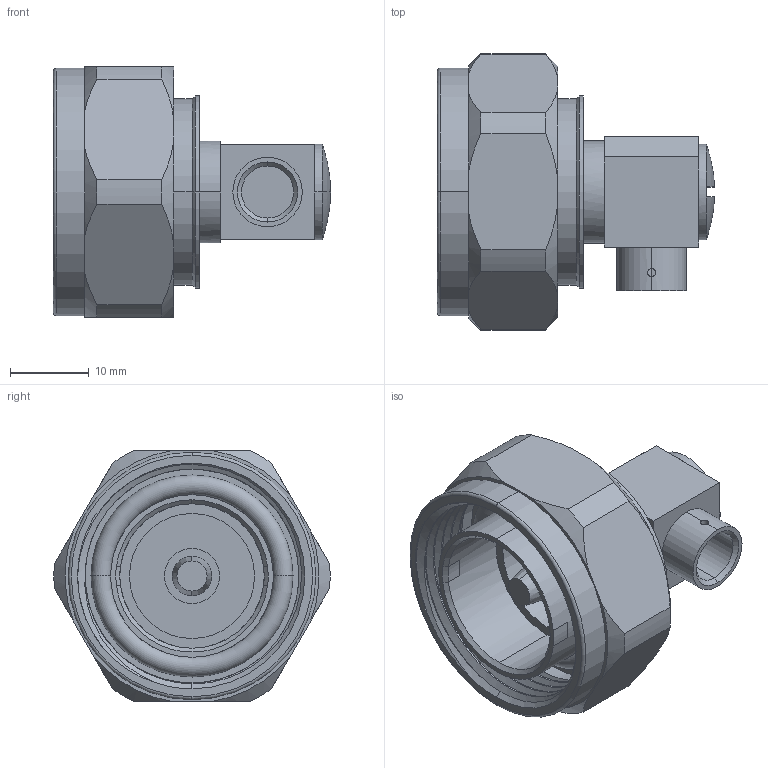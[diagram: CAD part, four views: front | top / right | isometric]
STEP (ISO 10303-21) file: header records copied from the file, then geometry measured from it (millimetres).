
FILE_DESCRIPTION (( 'STEP AP214' ), '1' );
FILE_NAME ('PE45661_3D.STEP', '2021-11-22T18:44:57', ( '' ), ( '' ), 'SwSTEP 2.0', 'SolidWorks 2021', '' );
FILE_SCHEMA (( 'AUTOMOTIVE_DESIGN' ));
Length unit declared in the file: inch
Products named in the file (1): PE45661_3D
Bounding box: 35.12 x 34.98 x 31.75 mm (x, y, z)
Volume: 10956.7 mm3; surface area: 8421.4 mm2
Topology: 1 solids, 2 shells, 134 faces, 336 edges, 217 vertices
Faces by surface type: cylinder 50, plane 39, cone 26, torus 10, bspline 9
Entity records: 5423 total; most frequent: CARTESIAN_POINT 2269, ORIENTED_EDGE 672, DIRECTION 635, EDGE_CURVE 336, AXIS2_PLACEMENT_3D 262, VERTEX_POINT 217, EDGE_LOOP 149, CIRCLE 136
